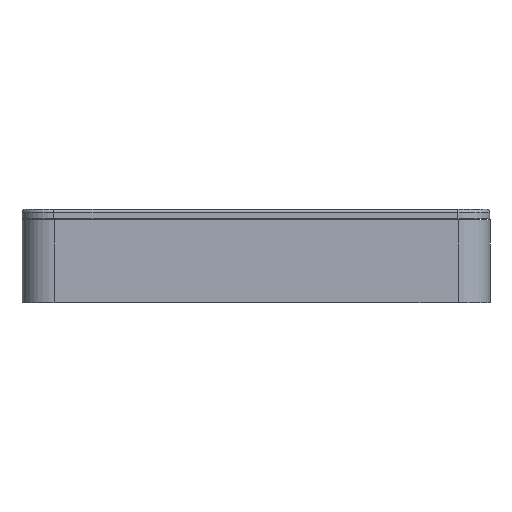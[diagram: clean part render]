
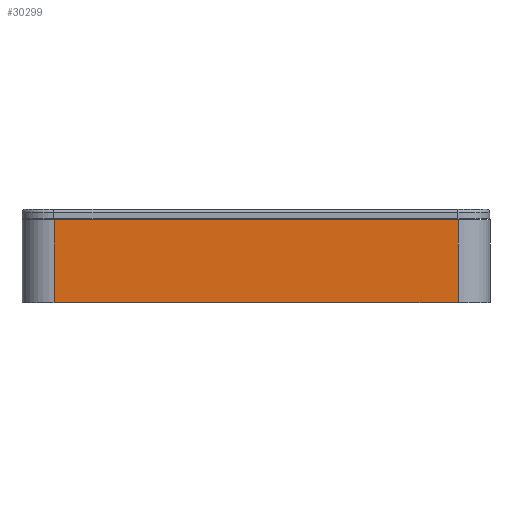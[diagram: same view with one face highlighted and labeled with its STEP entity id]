
A CAD part, left-side view. The second image highlights one B-rep face of the part: STEP entity #30299.
In plain terms, the highlighted planar face has unit normal (-1, 0, 0).
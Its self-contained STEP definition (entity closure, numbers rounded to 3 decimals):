
#1232=PLANE('',#32071);
#2234=FACE_OUTER_BOUND('',#3750,.T.);
#3750=EDGE_LOOP('',(#21770,#21771,#21772,#21773));
#5727=LINE('',#43785,#8970);
#5729=LINE('',#43791,#8972);
#5730=LINE('',#43793,#8973);
#5731=LINE('',#43794,#8974);
#8970=VECTOR('',#34897,10.);
#8972=VECTOR('',#34903,10.);
#8973=VECTOR('',#34904,10.);
#8974=VECTOR('',#34905,10.);
#13549=VERTEX_POINT('',#43782);
#13550=VERTEX_POINT('',#43784);
#13552=VERTEX_POINT('',#43790);
#13553=VERTEX_POINT('',#43792);
#17091=EDGE_CURVE('',#13549,#13550,#5727,.T.);
#17094=EDGE_CURVE('',#13552,#13549,#5729,.T.);
#17095=EDGE_CURVE('',#13553,#13552,#5730,.T.);
#17096=EDGE_CURVE('',#13550,#13553,#5731,.T.);
#21770=ORIENTED_EDGE('',*,*,#17091,.F.);
#21771=ORIENTED_EDGE('',*,*,#17094,.F.);
#21772=ORIENTED_EDGE('',*,*,#17095,.F.);
#21773=ORIENTED_EDGE('',*,*,#17096,.F.);
#30299=ADVANCED_FACE('',(#2234),#1232,.T.);
#32071=AXIS2_PLACEMENT_3D('',#43789,#34901,#34902);
#34897=DIRECTION('',(0.,0.,-1.));
#34901=DIRECTION('center_axis',(-1.,0.,0.));
#34902=DIRECTION('ref_axis',(0.,-1.,0.));
#34903=DIRECTION('',(0.,-1.,0.));
#34904=DIRECTION('',(0.,0.,1.));
#34905=DIRECTION('',(0.,1.,0.));
#43782=CARTESIAN_POINT('',(-55.3,-33.809,13.));
#43784=CARTESIAN_POINT('',(-55.3,-33.809,0.));
#43785=CARTESIAN_POINT('',(-55.3,-33.809,0.));
#43789=CARTESIAN_POINT('Origin',(-55.3,34.5,0.));
#43790=CARTESIAN_POINT('',(-55.3,29.5,13.));
#43791=CARTESIAN_POINT('',(-55.3,-38.809,13.));
#43792=CARTESIAN_POINT('',(-55.3,29.5,0.));
#43793=CARTESIAN_POINT('',(-55.3,29.5,0.));
#43794=CARTESIAN_POINT('',(-55.3,-38.809,0.));
